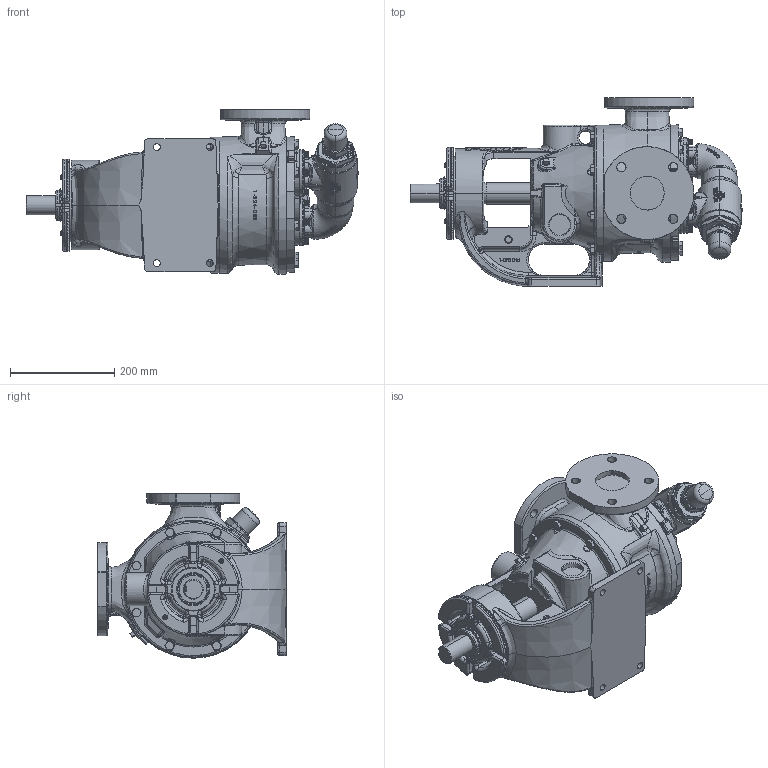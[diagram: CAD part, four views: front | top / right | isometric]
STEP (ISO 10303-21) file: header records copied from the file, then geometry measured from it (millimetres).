
FILE_DESCRIPTION (( 'STEP AP214' ), '1' );
FILE_NAME ('LQ22AE.STEP', '2016-10-19T19:03:35', ( '' ), ( '' ), 'SwSTEP 2.0', 'SolidWorks 2015', '' );
FILE_SCHEMA (( 'AUTOMOTIVE_DESIGN' ));
Length unit declared in the file: inch
Products named in the file (2): LQ22AE
Bounding box: 635.46 x 360.43 x 314.82 mm (x, y, z)
Volume: 17412021.7 mm3; surface area: 885966 mm2
Topology: 1 solids, 1 shells, 4020 faces, 10423 edges, 6464 vertices
Faces by surface type: plane 1284, bspline 1133, cylinder 847, cone 461, torus 223, sphere 72
Entity records: 259157 total; most frequent: CARTESIAN_POINT 141410, ORIENTED_EDGE 20674, DIRECTION 15302, EDGE_CURVE 10337, VERTEX_POINT 6463, AXIS2_PLACEMENT_3D 6217, EDGE_LOOP 4202, ADVANCED_FACE 4020
